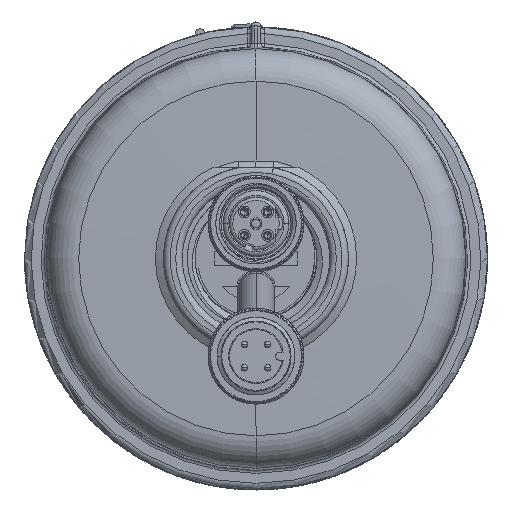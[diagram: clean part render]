
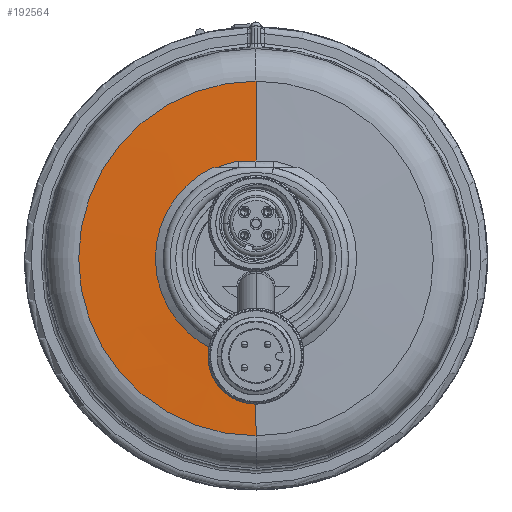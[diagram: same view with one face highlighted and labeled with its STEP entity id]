
A CAD part, front view. The second image highlights one B-rep face of the part: STEP entity #192564.
In plain terms, the highlighted conical face has half-angle 89 degrees and reference radius 20.773 mm.
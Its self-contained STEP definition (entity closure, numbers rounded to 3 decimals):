
#50391=CARTESIAN_POINT('',(-2.724,24.709,
-14.733));
#50392=CARTESIAN_POINT('',(-2.583,24.709,
-14.733));
#50393=CARTESIAN_POINT('',(-2.306,24.708,
-14.733));
#50394=CARTESIAN_POINT('',(-1.906,24.707,
-14.733));
#50395=CARTESIAN_POINT('',(-1.517,24.706,
-14.733));
#50396=CARTESIAN_POINT('',(-1.135,24.706,
-14.733));
#50397=CARTESIAN_POINT('',(-0.758,24.705,
-14.733));
#50398=CARTESIAN_POINT('',(-0.381,24.705,
-14.733));
#50399=CARTESIAN_POINT('',(-0.128,24.705,
-14.733));
#50400=CARTESIAN_POINT('',(0.,24.705,
-14.733));
#50402=CARTESIAN_POINT('',(0.,24.916,0.));
#50403=DIRECTION('',(0.,1.,0.));
#50404=DIRECTION('',(0.,0.,-1.));
#50405=AXIS2_PLACEMENT_3D('',#50402,#50403,#50404);
#50407=CARTESIAN_POINT('',(0.,24.705,
14.733));
#50408=CARTESIAN_POINT('',(-0.303,24.705,
14.733));
#50409=CARTESIAN_POINT('',(-0.908,24.705,
14.733));
#50410=CARTESIAN_POINT('',(-1.822,24.707,
14.733));
#50411=CARTESIAN_POINT('',(-2.423,24.708,
14.733));
#50412=CARTESIAN_POINT('',(-2.724,24.709,
14.733));
#50445=CARTESIAN_POINT('',(0.,24.705,
14.733));
#50447=DIRECTION('',(0.,0.017,1.));
#50448=VECTOR('',#50447,12.083);
#50449=CARTESIAN_POINT('',(0.,24.705,
14.733));
#50450=LINE('',#50449,#50448);
#50456=DIRECTION('',(0.,0.017,-1.));
#50457=VECTOR('',#50456,12.083);
#50458=CARTESIAN_POINT('',(0.,24.705,
-14.733));
#50459=LINE('',#50458,#50457);
#50460=CARTESIAN_POINT('',(0.,24.705,
-14.733));
#55759=CARTESIAN_POINT('',(0.,24.709,0.));
#55760=DIRECTION('',(0.,1.,0.));
#55761=DIRECTION('',(-0.182,0.,-0.983));
#55762=AXIS2_PLACEMENT_3D('',#55759,#55760,#55761);
#97205=CARTESIAN_POINT('',(0.,24.916,-26.814));
#97206=CARTESIAN_POINT('',(0.,24.916,26.814));
#97207=VERTEX_POINT('',#97205);
#97208=VERTEX_POINT('',#97206);
#97488=VERTEX_POINT('',#50460);
#97491=VERTEX_POINT('',#50391);
#97494=VERTEX_POINT('',#50445);
#97495=VERTEX_POINT('',#50412);
#192546=CARTESIAN_POINT('',(0.,24.81,0.));
#192547=DIRECTION('',(0.,1.,0.));
#192548=DIRECTION('',(0.,0.,-1.));
#192549=AXIS2_PLACEMENT_3D('',#192546,#192547,#192548);
#192550=CONICAL_SURFACE('',#192549,20.773,89.);
#192552=ORIENTED_EDGE('',*,*,#192551,.T.);
#192554=ORIENTED_EDGE('',*,*,#192553,.T.);
#192556=ORIENTED_EDGE('',*,*,#192555,.T.);
#192558=ORIENTED_EDGE('',*,*,#192557,.F.);
#192559=ORIENTED_EDGE('',*,*,#192537,.T.);
#192561=ORIENTED_EDGE('',*,*,#192560,.F.);
#192562=EDGE_LOOP('',(#192552,#192554,#192556,#192558,#192559,#192561));
#192563=FACE_OUTER_BOUND('',#192562,.F.);
#192564=ADVANCED_FACE('',(#192563),#192550,.T.);
#50401=B_SPLINE_CURVE_WITH_KNOTS('',3,(#50391,#50392,#50393,#50394,#50395,
#50396,#50397,#50398,#50399,#50400),.UNSPECIFIED.,.F.,.F.,(4,1,1,1,1,1,1,4),(
0.,0.143,0.286,0.429,0.571,
0.714,0.857,1.),.UNSPECIFIED.);
#50406=CIRCLE('',#50405,26.814);
#50413=B_SPLINE_CURVE_WITH_KNOTS('',3,(#50407,#50408,#50409,#50410,#50411,
#50412),.UNSPECIFIED.,.F.,.F.,(4,1,1,4),(0.,0.333,
0.667,1.),.UNSPECIFIED.);
#55763=CIRCLE('',#55762,14.983);
#192537=EDGE_CURVE('',#97494,#97495,#50413,.T.);
#192551=EDGE_CURVE('',#97491,#97488,#50401,.T.);
#192553=EDGE_CURVE('',#97488,#97207,#50459,.T.);
#192555=EDGE_CURVE('',#97207,#97208,#50406,.T.);
#192557=EDGE_CURVE('',#97494,#97208,#50450,.T.);
#192560=EDGE_CURVE('',#97491,#97495,#55763,.T.);
